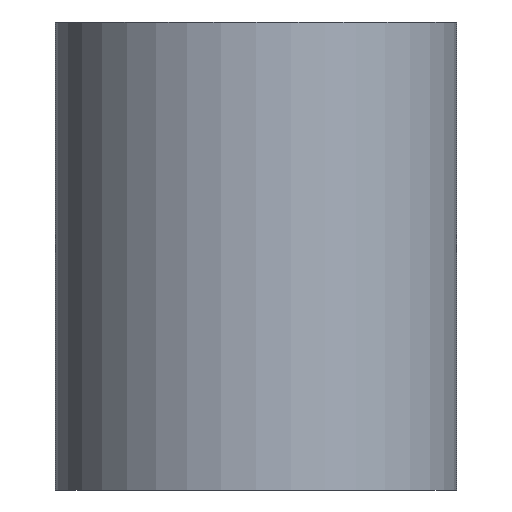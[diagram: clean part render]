
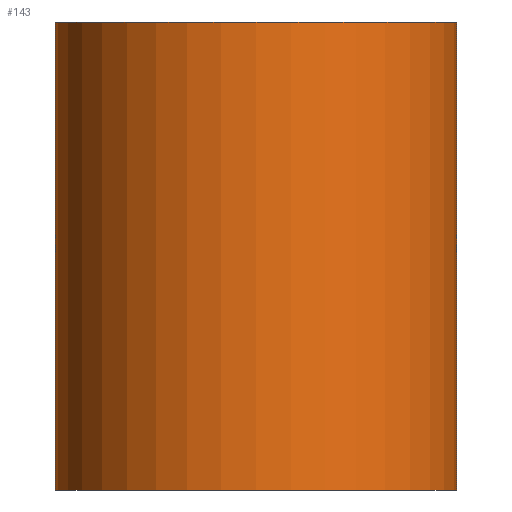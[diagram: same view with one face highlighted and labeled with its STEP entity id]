
A CAD part, front view. The second image highlights one B-rep face of the part: STEP entity #143.
In plain terms, the highlighted cylindrical face has radius 3 mm (diameter 6 mm), a partial arc.
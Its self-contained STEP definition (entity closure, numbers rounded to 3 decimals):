
#12 = DIRECTION ( 'NONE',  ( 0., 0., -1. ) ) ;
#13 = VECTOR ( 'NONE', #45, 1000. ) ;
#20 = VERTEX_POINT ( 'NONE', #229 ) ;
#27 = DIRECTION ( 'NONE',  ( 1., 0., 0. ) ) ;
#29 = DIRECTION ( 'NONE',  ( 0., 0., -1. ) ) ;
#31 = EDGE_CURVE ( 'NONE', #153, #20, #82, .T. ) ;
#35 = AXIS2_PLACEMENT_3D ( 'NONE', #147, #149, #150 ) ;
#45 = DIRECTION ( 'NONE',  ( 0., 0., -1. ) ) ;
#46 = CARTESIAN_POINT ( 'NONE',  ( 3., 0., 7. ) ) ;
#67 = CARTESIAN_POINT ( 'NONE',  ( 3., 0., 0. ) ) ;
#76 = VERTEX_POINT ( 'NONE', #67 ) ;
#80 = ORIENTED_EDGE ( 'NONE', *, *, #31, .T. ) ;
#82 = LINE ( 'NONE', #84, #94 ) ;
#84 = CARTESIAN_POINT ( 'NONE',  ( -3., 0., 7. ) ) ;
#89 = CIRCLE ( 'NONE', #35, 3. ) ;
#94 = VECTOR ( 'NONE', #12, 1000. ) ;
#96 = ORIENTED_EDGE ( 'NONE', *, *, #123, .F. ) ;
#110 = DIRECTION ( 'NONE',  ( -1., 0., 0. ) ) ;
#114 = EDGE_CURVE ( 'NONE', #224, #76, #185, .T. ) ;
#122 = ORIENTED_EDGE ( 'NONE', *, *, #187, .T. ) ;
#123 = EDGE_CURVE ( 'NONE', #153, #224, #152, .T. ) ;
#124 = FACE_OUTER_BOUND ( 'NONE', #177, .T. ) ;
#127 = CARTESIAN_POINT ( 'NONE',  ( 0., 0., 7. ) ) ;
#142 = DIRECTION ( 'NONE',  ( 0., 0., 1. ) ) ;
#143 = ADVANCED_FACE ( 'NONE', ( #124 ), #206, .T. ) ;
#147 = CARTESIAN_POINT ( 'NONE',  ( 0., 0., 0. ) ) ;
#149 = DIRECTION ( 'NONE',  ( 0., 0., 1. ) ) ;
#150 = DIRECTION ( 'NONE',  ( 1., 0., 0. ) ) ;
#152 = CIRCLE ( 'NONE', #186, 3. ) ;
#153 = VERTEX_POINT ( 'NONE', #180 ) ;
#156 = AXIS2_PLACEMENT_3D ( 'NONE', #127, #29, #110 ) ;
#177 = EDGE_LOOP ( 'NONE', ( #241, #96, #80, #122 ) ) ;
#180 = CARTESIAN_POINT ( 'NONE',  ( -3., 0., 7. ) ) ;
#185 = LINE ( 'NONE', #46, #13 ) ;
#186 = AXIS2_PLACEMENT_3D ( 'NONE', #245, #142, #27 ) ;
#187 = EDGE_CURVE ( 'NONE', #20, #76, #89, .T. ) ;
#193 = CARTESIAN_POINT ( 'NONE',  ( 3., 0., 7. ) ) ;
#206 = CYLINDRICAL_SURFACE ( 'NONE', #156, 3. ) ;
#224 = VERTEX_POINT ( 'NONE', #193 ) ;
#229 = CARTESIAN_POINT ( 'NONE',  ( -3., 0., 0. ) ) ;
#241 = ORIENTED_EDGE ( 'NONE', *, *, #114, .F. ) ;
#245 = CARTESIAN_POINT ( 'NONE',  ( 0., 0., 7. ) ) ;
